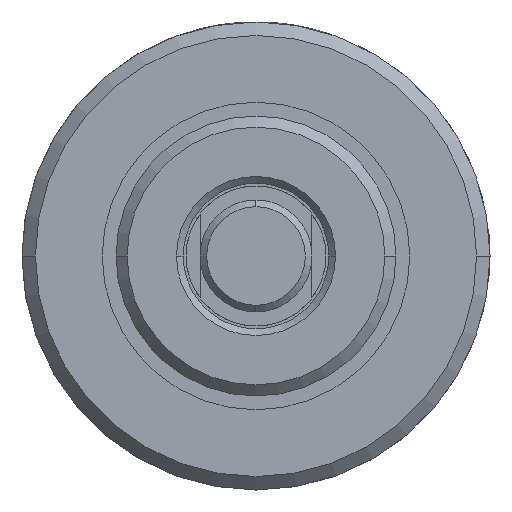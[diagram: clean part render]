
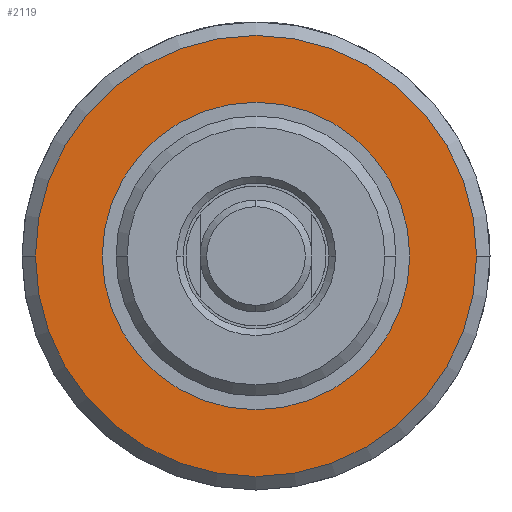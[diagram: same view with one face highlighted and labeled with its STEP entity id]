
A CAD part, left-side view. The second image highlights one B-rep face of the part: STEP entity #2119.
In plain terms, the highlighted planar face has unit normal (-1, 0, 0).
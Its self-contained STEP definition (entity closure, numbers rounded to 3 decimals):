
#48 = ORIENTED_EDGE ( 'NONE', *, *, #1070, .T. ) ;
#66 = FACE_OUTER_BOUND ( 'NONE', #3877, .T. ) ;
#255 = DIRECTION ( 'NONE',  ( 0., 0., -1. ) ) ;
#370 = DIRECTION ( 'NONE',  ( 1., 0., 0. ) ) ;
#413 = VERTEX_POINT ( 'NONE', #3410 ) ;
#713 = CIRCLE ( 'NONE', #4465, 25.019 ) ;
#1070 = EDGE_CURVE ( 'NONE', #5399, #413, #5418, .T. ) ;
#1135 = DIRECTION ( 'NONE',  ( 0., 0., -1. ) ) ;
#1219 = DIRECTION ( 'NONE',  ( 0., 0., -1. ) ) ;
#1264 = AXIS2_PLACEMENT_3D ( 'NONE', #3950, #1774, #3155 ) ;
#1457 = DIRECTION ( 'NONE',  ( 0., 0., -1. ) ) ;
#1469 = DIRECTION ( 'NONE',  ( 1., 0., 0. ) ) ;
#1774 = DIRECTION ( 'NONE',  ( 1., 0., 0. ) ) ;
#2119 = ADVANCED_FACE ( 'NONE', ( #66, #4786 ), #2215, .F. ) ;
#2167 = VERTEX_POINT ( 'NONE', #3130 ) ;
#2215 = PLANE ( 'NONE',  #1264 ) ;
#2287 = EDGE_CURVE ( 'NONE', #2637, #2167, #713, .T. ) ;
#2297 = ORIENTED_EDGE ( 'NONE', *, *, #2287, .F. ) ;
#2509 = CIRCLE ( 'NONE', #3405, 25.019 ) ;
#2570 = CARTESIAN_POINT ( 'NONE',  ( 20.574, 0., 25.019 ) ) ;
#2637 = VERTEX_POINT ( 'NONE', #2570 ) ;
#2972 = ORIENTED_EDGE ( 'NONE', *, *, #5288, .T. ) ;
#3011 = AXIS2_PLACEMENT_3D ( 'NONE', #4933, #4007, #1457 ) ;
#3018 = AXIS2_PLACEMENT_3D ( 'NONE', #4141, #1469, #255 ) ;
#3089 = EDGE_CURVE ( 'NONE', #2167, #2637, #2509, .T. ) ;
#3130 = CARTESIAN_POINT ( 'NONE',  ( 20.574, 0., -25.019 ) ) ;
#3155 = DIRECTION ( 'NONE',  ( 0., 0., -1. ) ) ;
#3179 = CARTESIAN_POINT ( 'NONE',  ( 20.574, 0., 0. ) ) ;
#3405 = AXIS2_PLACEMENT_3D ( 'NONE', #4585, #370, #1219 ) ;
#3410 = CARTESIAN_POINT ( 'NONE',  ( 20.574, 0., -17.437 ) ) ;
#3877 = EDGE_LOOP ( 'NONE', ( #2297, #4346 ) ) ;
#3950 = CARTESIAN_POINT ( 'NONE',  ( 20.574, 0., 0. ) ) ;
#4007 = DIRECTION ( 'NONE',  ( 1., 0., 0. ) ) ;
#4052 = DIRECTION ( 'NONE',  ( 1., 0., 0. ) ) ;
#4141 = CARTESIAN_POINT ( 'NONE',  ( 20.574, 0., 0. ) ) ;
#4346 = ORIENTED_EDGE ( 'NONE', *, *, #3089, .F. ) ;
#4465 = AXIS2_PLACEMENT_3D ( 'NONE', #3179, #4052, #1135 ) ;
#4585 = CARTESIAN_POINT ( 'NONE',  ( 20.574, 0., 0. ) ) ;
#4728 = CIRCLE ( 'NONE', #3018, 17.437 ) ;
#4786 = FACE_BOUND ( 'NONE', #5505, .T. ) ;
#4933 = CARTESIAN_POINT ( 'NONE',  ( 20.574, 0., 0. ) ) ;
#5060 = CARTESIAN_POINT ( 'NONE',  ( 20.574, 0., 17.437 ) ) ;
#5288 = EDGE_CURVE ( 'NONE', #413, #5399, #4728, .T. ) ;
#5399 = VERTEX_POINT ( 'NONE', #5060 ) ;
#5418 = CIRCLE ( 'NONE', #3011, 17.437 ) ;
#5505 = EDGE_LOOP ( 'NONE', ( #2972, #48 ) ) ;
